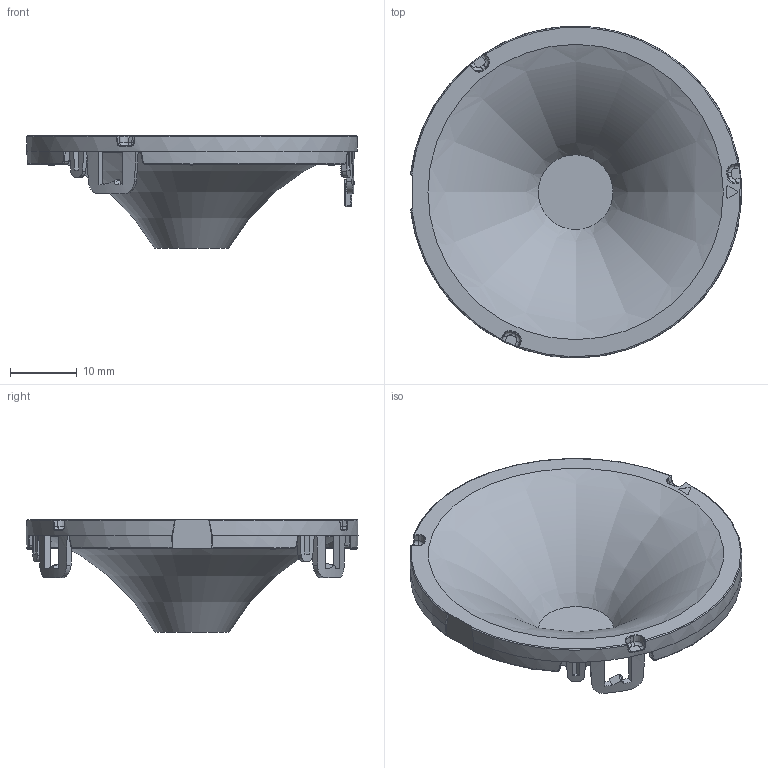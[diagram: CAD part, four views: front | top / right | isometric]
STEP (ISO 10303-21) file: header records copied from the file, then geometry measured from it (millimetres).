
FILE_DESCRIPTION(('STEP AP242'),'1');
FILE_NAME('250128_X75865_3D_HADAR50WZ_mechanic_IndA.stp','2025-06-18T07:25:17',(' '),(' '),'Spatial InterOp 3D',' ',' ');
FILE_SCHEMA(('AP242_MANAGED_MODEL_BASED_3D_ENGINEERING_MIM_LF {1 0 10303 442 1 1 4}'));
Length unit declared in the file: millimetre
Products named in the file (1): 250128_X75865_3D_HADAR50WZ_mechanic_IndA
Bounding box: 49.35 x 49.57 x 16.86 mm (x, y, z)
Volume: 5397.2 mm3; surface area: 5752.4 mm2
Topology: 1 solids, 1 shells, 414 faces, 1058 edges, 654 vertices
Faces by surface type: plane 125, bspline 84, cylinder 68, cone 48, extrusion 42, torus 42, sphere 4, offset 1
Full cylindrical faces by diameter (mm): 1.6 x2, 44.799 x1
Entity records: 21472 total; most frequent: CARTESIAN_POINT 8788, ORIENTED_EDGE 2092, DIRECTION 1736, EDGE_CURVE 1046, AXIS2_PLACEMENT_3D 691, VERTEX_POINT 651, EDGE_LOOP 437, FACE_OUTER_BOUND 419
